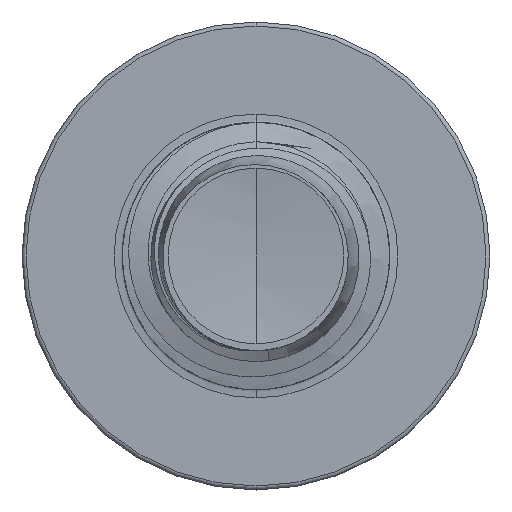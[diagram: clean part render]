
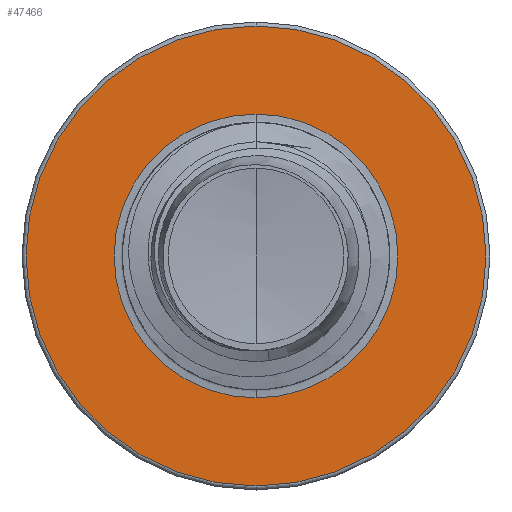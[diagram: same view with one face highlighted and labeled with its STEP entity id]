
A CAD part, front view. The second image highlights one B-rep face of the part: STEP entity #47466.
In plain terms, the highlighted planar face has unit normal (0, -1, 0).
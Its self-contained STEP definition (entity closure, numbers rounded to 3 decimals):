
#1553 = EDGE_CURVE ( 'NONE', #10338, #16132, #46771, .T. ) ;
#3812 = DIRECTION ( 'NONE',  ( 0., 0., 1. ) ) ;
#7712 = DIRECTION ( 'NONE',  ( 0., 0., 1. ) ) ;
#8504 = DIRECTION ( 'NONE',  ( 0., 1., 0. ) ) ;
#9648 = DIRECTION ( 'NONE',  ( 0., 1., 0. ) ) ;
#9717 = CARTESIAN_POINT ( 'NONE',  ( 0., 40., 0. ) ) ;
#10338 = VERTEX_POINT ( 'NONE', #15421 ) ;
#10519 = FACE_OUTER_BOUND ( 'NONE', #18092, .T. ) ;
#13148 = CARTESIAN_POINT ( 'NONE',  ( 0., 40., 0. ) ) ;
#13214 = DIRECTION ( 'NONE',  ( 0., 1., 0. ) ) ;
#15421 = CARTESIAN_POINT ( 'NONE',  ( 0., 40., -5.16 ) ) ;
#16132 = VERTEX_POINT ( 'NONE', #36741 ) ;
#16248 = AXIS2_PLACEMENT_3D ( 'NONE', #38661, #8504, #43570 ) ;
#18092 = EDGE_LOOP ( 'NONE', ( #38664, #28342 ) ) ;
#18331 = DIRECTION ( 'NONE',  ( 0., 0., 1. ) ) ;
#21237 = VERTEX_POINT ( 'NONE', #59789 ) ;
#21689 = CIRCLE ( 'NONE', #41731, 3.186 ) ;
#24126 = FACE_BOUND ( 'NONE', #46834, .T. ) ;
#27985 = EDGE_CURVE ( 'NONE', #16132, #10338, #51096, .T. ) ;
#28342 = ORIENTED_EDGE ( 'NONE', *, *, #1553, .F. ) ;
#32472 = AXIS2_PLACEMENT_3D ( 'NONE', #9717, #9648, #7712 ) ;
#32618 = CIRCLE ( 'NONE', #16248, 3.186 ) ;
#33079 = CARTESIAN_POINT ( 'NONE',  ( 0., 40., -3.186 ) ) ;
#34215 = DIRECTION ( 'NONE',  ( 0., 1., 0. ) ) ;
#36741 = CARTESIAN_POINT ( 'NONE',  ( 0., 40., 5.16 ) ) ;
#38661 = CARTESIAN_POINT ( 'NONE',  ( 0., 40., 0. ) ) ;
#38664 = ORIENTED_EDGE ( 'NONE', *, *, #27985, .F. ) ;
#40370 = CARTESIAN_POINT ( 'NONE',  ( 0., 40., 3.186 ) ) ;
#41731 = AXIS2_PLACEMENT_3D ( 'NONE', #13148, #48001, #18331 ) ;
#41787 = ORIENTED_EDGE ( 'NONE', *, *, #61787, .T. ) ;
#43133 = PLANE ( 'NONE',  #60423 ) ;
#43570 = DIRECTION ( 'NONE',  ( 0., 0., 1. ) ) ;
#46771 = CIRCLE ( 'NONE', #32472, 5.16 ) ;
#46834 = EDGE_LOOP ( 'NONE', ( #50576, #41787 ) ) ;
#47466 = ADVANCED_FACE ( 'NONE', ( #10519, #24126 ), #43133, .F. ) ;
#48001 = DIRECTION ( 'NONE',  ( 0., 1., 0. ) ) ;
#48065 = DIRECTION ( 'NONE',  ( 0., 0., 1. ) ) ;
#50576 = ORIENTED_EDGE ( 'NONE', *, *, #64259, .T. ) ;
#51014 = VERTEX_POINT ( 'NONE', #40370 ) ;
#51096 = CIRCLE ( 'NONE', #60708, 5.16 ) ;
#59789 = CARTESIAN_POINT ( 'NONE',  ( 0., 40., -3.186 ) ) ;
#60423 = AXIS2_PLACEMENT_3D ( 'NONE', #33079, #13214, #48065 ) ;
#60708 = AXIS2_PLACEMENT_3D ( 'NONE', #63519, #34215, #3812 ) ;
#61787 = EDGE_CURVE ( 'NONE', #21237, #51014, #32618, .T. ) ;
#63519 = CARTESIAN_POINT ( 'NONE',  ( 0., 40., 0. ) ) ;
#64259 = EDGE_CURVE ( 'NONE', #51014, #21237, #21689, .T. ) ;
